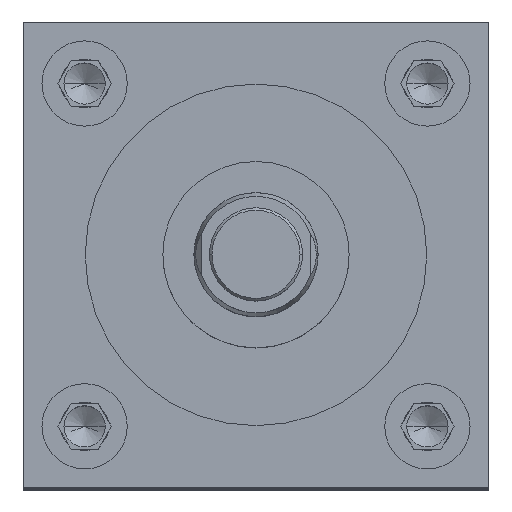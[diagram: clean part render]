
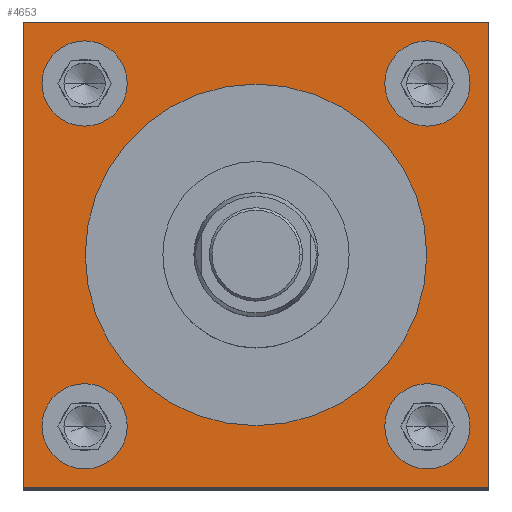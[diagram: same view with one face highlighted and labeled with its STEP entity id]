
A CAD part, top view. The second image highlights one B-rep face of the part: STEP entity #4653.
In plain terms, the highlighted planar face has unit normal (0, 0, 1).
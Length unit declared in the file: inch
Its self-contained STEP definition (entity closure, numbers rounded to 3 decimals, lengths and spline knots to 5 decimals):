
#39 = VERTEX_POINT ( 'NONE', #5573 ) ;
#77 = CARTESIAN_POINT ( 'NONE',  ( 1.875, -1.875, 10.25 ) ) ;
#86 = CARTESIAN_POINT ( 'NONE',  ( 0., 0., 10.25 ) ) ;
#164 = DIRECTION ( 'NONE',  ( 0., 0., 1. ) ) ;
#193 = VERTEX_POINT ( 'NONE', #4126 ) ;
#273 = CARTESIAN_POINT ( 'NONE',  ( -1.0365, -1.38, 10.25 ) ) ;
#343 = CARTESIAN_POINT ( 'NONE',  ( 1.38, -1.38, 10.25 ) ) ;
#374 = ORIENTED_EDGE ( 'NONE', *, *, #919, .F. ) ;
#453 = CARTESIAN_POINT ( 'NONE',  ( 0., 0., 10.25 ) ) ;
#604 = CARTESIAN_POINT ( 'NONE',  ( 1.875, 1.875, 10.25 ) ) ;
#608 = DIRECTION ( 'NONE',  ( 0., 0., 1. ) ) ;
#736 = DIRECTION ( 'NONE',  ( 1., 0., 0. ) ) ;
#809 = CIRCLE ( 'NONE', #6238, 1.375 ) ;
#839 = CIRCLE ( 'NONE', #6265, 0.3435 ) ;
#847 = FACE_BOUND ( 'NONE', #6357, .T. ) ;
#880 = ORIENTED_EDGE ( 'NONE', *, *, #5514, .F. ) ;
#885 = CARTESIAN_POINT ( 'NONE',  ( -1.7235, -1.38, 10.25 ) ) ;
#887 = DIRECTION ( 'NONE',  ( 0., -1., 0. ) ) ;
#919 = EDGE_CURVE ( 'NONE', #4418, #4165, #6738, .T. ) ;
#945 = DIRECTION ( 'NONE',  ( 1., 0., 0. ) ) ;
#980 = CIRCLE ( 'NONE', #3414, 0.3435 ) ;
#1026 = CARTESIAN_POINT ( 'NONE',  ( -1.0365, 1.38, 10.25 ) ) ;
#1085 = VERTEX_POINT ( 'NONE', #4554 ) ;
#1108 = CARTESIAN_POINT ( 'NONE',  ( -1.7235, 1.38, 10.25 ) ) ;
#1252 = DIRECTION ( 'NONE',  ( 0., 0., 1. ) ) ;
#1271 = DIRECTION ( 'NONE',  ( 0., 0., 1. ) ) ;
#1307 = EDGE_CURVE ( 'NONE', #6133, #5103, #2174, .T. ) ;
#1335 = DIRECTION ( 'NONE',  ( 0., 0., 1. ) ) ;
#1384 = LINE ( 'NONE', #4116, #5812 ) ;
#1446 = EDGE_LOOP ( 'NONE', ( #4315, #880 ) ) ;
#1469 = ORIENTED_EDGE ( 'NONE', *, *, #2645, .F. ) ;
#1515 = ORIENTED_EDGE ( 'NONE', *, *, #2727, .F. ) ;
#1543 = EDGE_CURVE ( 'NONE', #5935, #4985, #980, .T. ) ;
#1562 = DIRECTION ( 'NONE',  ( 1., 0., 0. ) ) ;
#1570 = CIRCLE ( 'NONE', #4353, 0.3435 ) ;
#1584 = ORIENTED_EDGE ( 'NONE', *, *, #4873, .T. ) ;
#1627 = ORIENTED_EDGE ( 'NONE', *, *, #1307, .T. ) ;
#1732 = DIRECTION ( 'NONE',  ( 1., 0., 0. ) ) ;
#1822 = PLANE ( 'NONE',  #3102 ) ;
#1846 = CARTESIAN_POINT ( 'NONE',  ( 1.38, 1.38, 10.25 ) ) ;
#1926 = FACE_OUTER_BOUND ( 'NONE', #1963, .T. ) ;
#1963 = EDGE_LOOP ( 'NONE', ( #6026, #1584, #6506, #1627 ) ) ;
#2106 = CIRCLE ( 'NONE', #6146, 1.375 ) ;
#2174 = LINE ( 'NONE', #4427, #2723 ) ;
#2292 = VERTEX_POINT ( 'NONE', #1026 ) ;
#2322 = DIRECTION ( 'NONE',  ( 1., 0., 0. ) ) ;
#2340 = CARTESIAN_POINT ( 'NONE',  ( -1.38, -1.38, 10.25 ) ) ;
#2585 = AXIS2_PLACEMENT_3D ( 'NONE', #6288, #1335, #3554 ) ;
#2645 = EDGE_CURVE ( 'NONE', #4165, #4418, #1570, .T. ) ;
#2649 = DIRECTION ( 'NONE',  ( 0., 0., 1. ) ) ;
#2723 = VECTOR ( 'NONE', #4356, 39.37008 ) ;
#2727 = EDGE_CURVE ( 'NONE', #5235, #6211, #2106, .T. ) ;
#2758 = CIRCLE ( 'NONE', #3572, 0.3435 ) ;
#2847 = DIRECTION ( 'NONE',  ( 1., 0., 0. ) ) ;
#2853 = DIRECTION ( 'NONE',  ( 1., 0., 0. ) ) ;
#2912 = ORIENTED_EDGE ( 'NONE', *, *, #6890, .F. ) ;
#2924 = AXIS2_PLACEMENT_3D ( 'NONE', #1846, #164, #2322 ) ;
#3040 = VECTOR ( 'NONE', #3435, 39.37008 ) ;
#3054 = CARTESIAN_POINT ( 'NONE',  ( 1.375, 0., 10.25 ) ) ;
#3071 = CARTESIAN_POINT ( 'NONE',  ( 1.7235, -1.38, 10.25 ) ) ;
#3102 = AXIS2_PLACEMENT_3D ( 'NONE', #4144, #4047, #6341 ) ;
#3220 = EDGE_CURVE ( 'NONE', #6211, #5235, #809, .T. ) ;
#3296 = CARTESIAN_POINT ( 'NONE',  ( -1.875, 1.875, 10.25 ) ) ;
#3414 = AXIS2_PLACEMENT_3D ( 'NONE', #4650, #3594, #6426 ) ;
#3435 = DIRECTION ( 'NONE',  ( 0., 1., 0. ) ) ;
#3554 = DIRECTION ( 'NONE',  ( 1., 0., 0. ) ) ;
#3572 = AXIS2_PLACEMENT_3D ( 'NONE', #4621, #1271, #736 ) ;
#3594 = DIRECTION ( 'NONE',  ( 0., 0., 1. ) ) ;
#3709 = DIRECTION ( 'NONE',  ( 0., 0., 1. ) ) ;
#3738 = ORIENTED_EDGE ( 'NONE', *, *, #6657, .F. ) ;
#3799 = VECTOR ( 'NONE', #1732, 39.37008 ) ;
#3809 = CARTESIAN_POINT ( 'NONE',  ( 1.38, 1.38, 10.25 ) ) ;
#4047 = DIRECTION ( 'NONE',  ( 0., 0., -1. ) ) ;
#4113 = FACE_BOUND ( 'NONE', #4264, .T. ) ;
#4116 = CARTESIAN_POINT ( 'NONE',  ( -1.875, -1.875, 10.25 ) ) ;
#4126 = CARTESIAN_POINT ( 'NONE',  ( 1.0365, 1.38, 10.25 ) ) ;
#4141 = AXIS2_PLACEMENT_3D ( 'NONE', #3809, #6035, #5422 ) ;
#4144 = CARTESIAN_POINT ( 'NONE',  ( -1.875, 1.875, 10.25 ) ) ;
#4165 = VERTEX_POINT ( 'NONE', #3071 ) ;
#4221 = EDGE_LOOP ( 'NONE', ( #3738, #6543 ) ) ;
#4264 = EDGE_LOOP ( 'NONE', ( #1469, #374 ) ) ;
#4315 = ORIENTED_EDGE ( 'NONE', *, *, #4914, .F. ) ;
#4347 = DIRECTION ( 'NONE',  ( 1., 0., 0. ) ) ;
#4353 = AXIS2_PLACEMENT_3D ( 'NONE', #343, #3709, #945 ) ;
#4356 = DIRECTION ( 'NONE',  ( -1., 0., 0. ) ) ;
#4418 = VERTEX_POINT ( 'NONE', #4988 ) ;
#4427 = CARTESIAN_POINT ( 'NONE',  ( -1.875, 1.875, 10.25 ) ) ;
#4554 = CARTESIAN_POINT ( 'NONE',  ( -1.875, -1.875, 10.25 ) ) ;
#4621 = CARTESIAN_POINT ( 'NONE',  ( -1.38, 1.38, 10.25 ) ) ;
#4650 = CARTESIAN_POINT ( 'NONE',  ( -1.38, -1.38, 10.25 ) ) ;
#4653 = ADVANCED_FACE ( 'NONE', ( #4113, #6308, #847, #5261, #4700, #1926 ), #1822, .F. ) ;
#4700 = FACE_BOUND ( 'NONE', #5407, .T. ) ;
#4873 = EDGE_CURVE ( 'NONE', #1085, #39, #6194, .T. ) ;
#4914 = EDGE_CURVE ( 'NONE', #2292, #6967, #2758, .T. ) ;
#4985 = VERTEX_POINT ( 'NONE', #273 ) ;
#4988 = CARTESIAN_POINT ( 'NONE',  ( 1.0365, -1.38, 10.25 ) ) ;
#5037 = CARTESIAN_POINT ( 'NONE',  ( -1.875, -1.875, 10.25 ) ) ;
#5103 = VERTEX_POINT ( 'NONE', #3296 ) ;
#5143 = CIRCLE ( 'NONE', #2585, 0.3435 ) ;
#5144 = EDGE_CURVE ( 'NONE', #193, #6064, #5526, .T. ) ;
#5235 = VERTEX_POINT ( 'NONE', #6466 ) ;
#5261 = FACE_BOUND ( 'NONE', #1446, .T. ) ;
#5407 = EDGE_LOOP ( 'NONE', ( #5558, #1515 ) ) ;
#5422 = DIRECTION ( 'NONE',  ( 1., 0., 0. ) ) ;
#5514 = EDGE_CURVE ( 'NONE', #6967, #2292, #5143, .T. ) ;
#5526 = CIRCLE ( 'NONE', #4141, 0.3435 ) ;
#5556 = CARTESIAN_POINT ( 'NONE',  ( 1.38, -1.38, 10.25 ) ) ;
#5558 = ORIENTED_EDGE ( 'NONE', *, *, #3220, .F. ) ;
#5573 = CARTESIAN_POINT ( 'NONE',  ( 1.875, -1.875, 10.25 ) ) ;
#5579 = CIRCLE ( 'NONE', #2924, 0.3435 ) ;
#5590 = AXIS2_PLACEMENT_3D ( 'NONE', #5556, #608, #2847 ) ;
#5812 = VECTOR ( 'NONE', #887, 39.37008 ) ;
#5935 = VERTEX_POINT ( 'NONE', #885 ) ;
#6026 = ORIENTED_EDGE ( 'NONE', *, *, #7067, .T. ) ;
#6035 = DIRECTION ( 'NONE',  ( 0., 0., 1. ) ) ;
#6064 = VERTEX_POINT ( 'NONE', #6589 ) ;
#6133 = VERTEX_POINT ( 'NONE', #604 ) ;
#6134 = LINE ( 'NONE', #77, #3040 ) ;
#6146 = AXIS2_PLACEMENT_3D ( 'NONE', #453, #2649, #1562 ) ;
#6194 = LINE ( 'NONE', #5037, #3799 ) ;
#6211 = VERTEX_POINT ( 'NONE', #3054 ) ;
#6238 = AXIS2_PLACEMENT_3D ( 'NONE', #86, #7078, #4347 ) ;
#6265 = AXIS2_PLACEMENT_3D ( 'NONE', #2340, #1252, #2853 ) ;
#6288 = CARTESIAN_POINT ( 'NONE',  ( -1.38, 1.38, 10.25 ) ) ;
#6308 = FACE_BOUND ( 'NONE', #4221, .T. ) ;
#6341 = DIRECTION ( 'NONE',  ( -1., 0., 0. ) ) ;
#6357 = EDGE_LOOP ( 'NONE', ( #2912, #7111 ) ) ;
#6426 = DIRECTION ( 'NONE',  ( 1., 0., 0. ) ) ;
#6466 = CARTESIAN_POINT ( 'NONE',  ( -1.375, 0., 10.25 ) ) ;
#6506 = ORIENTED_EDGE ( 'NONE', *, *, #6974, .T. ) ;
#6543 = ORIENTED_EDGE ( 'NONE', *, *, #5144, .F. ) ;
#6589 = CARTESIAN_POINT ( 'NONE',  ( 1.7235, 1.38, 10.25 ) ) ;
#6657 = EDGE_CURVE ( 'NONE', #6064, #193, #5579, .T. ) ;
#6738 = CIRCLE ( 'NONE', #5590, 0.3435 ) ;
#6890 = EDGE_CURVE ( 'NONE', #4985, #5935, #839, .T. ) ;
#6967 = VERTEX_POINT ( 'NONE', #1108 ) ;
#6974 = EDGE_CURVE ( 'NONE', #39, #6133, #6134, .T. ) ;
#7067 = EDGE_CURVE ( 'NONE', #5103, #1085, #1384, .T. ) ;
#7078 = DIRECTION ( 'NONE',  ( 0., 0., 1. ) ) ;
#7111 = ORIENTED_EDGE ( 'NONE', *, *, #1543, .F. ) ;
